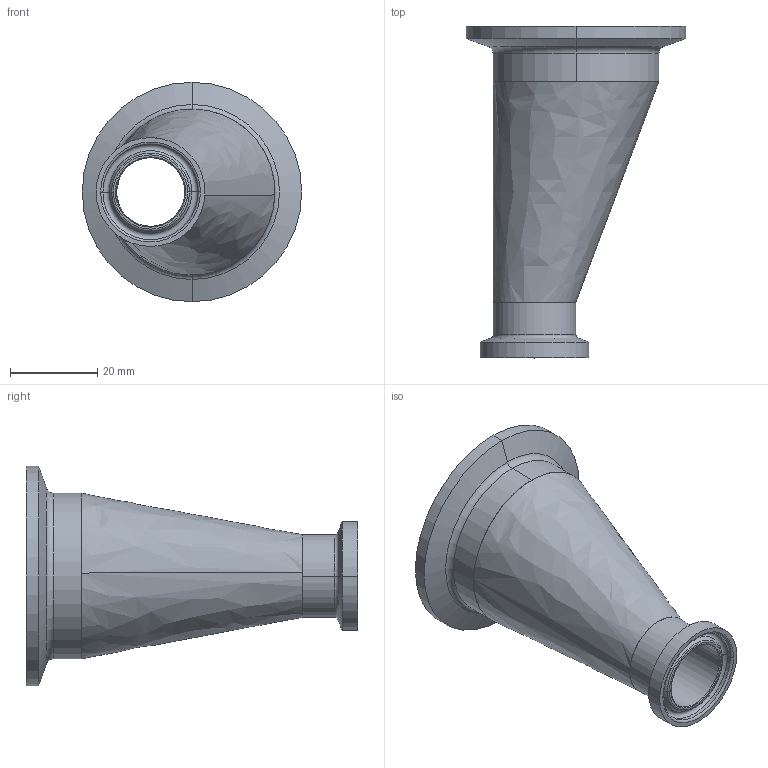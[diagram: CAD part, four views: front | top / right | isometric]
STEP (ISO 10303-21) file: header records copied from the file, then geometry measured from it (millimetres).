
FILE_DESCRIPTION (( 'STEP AP214' ), '1' );
FILE_NAME ('DT21E 38.1x19.05 B.STEP', '2014-03-18T03:51:19', ( '' ), ( '' ), 'SwSTEP 2.0', 'SolidWorks 2013', '' );
FILE_SCHEMA (( 'AUTOMOTIVE_DESIGN' ));
Length unit declared in the file: inch
Products named in the file (4): 21E 38.1; DT21E 38.1x19.05; 21E 19.05; DT21E 38.1x19.05 B
Assembly tree (3 placements, depth 2):
  DT21E 38.1x19.05 B
    DT21E 38.1x19.05
    21E 38.1
    21E 19.05
Bounding box: 50.4 x 76.2 x 50.4 mm (x, y, z)
Volume: 14084 mm3; surface area: 16224.9 mm2
Topology: 3 solids, 3 shells, 56 faces, 112 edges, 64 vertices
Faces by surface type: torus 20, cylinder 14, cone 10, plane 8, bspline 4
Entity records: 2158 total; most frequent: CARTESIAN_POINT 766, DIRECTION 308, ORIENTED_EDGE 224, AXIS2_PLACEMENT_3D 142, EDGE_CURVE 112, CIRCLE 84, EDGE_LOOP 64, VERTEX_POINT 64
